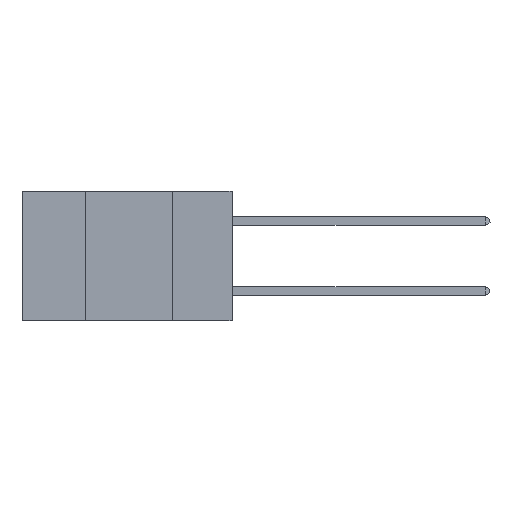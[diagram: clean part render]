
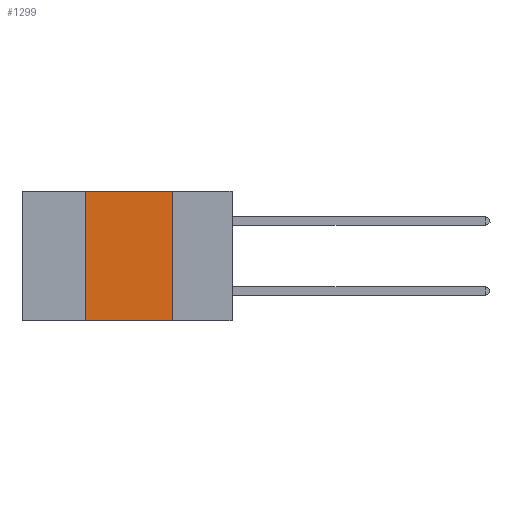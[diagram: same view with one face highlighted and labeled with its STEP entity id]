
A CAD part, left-side view. The second image highlights one B-rep face of the part: STEP entity #1299.
In plain terms, the highlighted planar face has unit normal (-1, 0, 0).
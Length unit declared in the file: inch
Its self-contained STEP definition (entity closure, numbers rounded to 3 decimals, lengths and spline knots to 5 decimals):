
#157 = CARTESIAN_POINT ( 'NONE',  ( 0., 0.42, 0. ) ) ;
#293 = LINE ( 'NONE', #955, #5824 ) ;
#955 = CARTESIAN_POINT ( 'NONE',  ( 0., 0.17, 0. ) ) ;
#1299 = ADVANCED_FACE ( 'NONE', ( #4573 ), #14062, .F. ) ;
#1853 = CARTESIAN_POINT ( 'NONE',  ( 0., 0.6, 0. ) ) ;
#2278 = EDGE_CURVE ( 'NONE', #13321, #3679, #5871, .T. ) ;
#2501 = CARTESIAN_POINT ( 'NONE',  ( 0., 0.17, 0. ) ) ;
#2647 = VERTEX_POINT ( 'NONE', #13550 ) ;
#2765 = DIRECTION ( 'NONE',  ( 0., 0., 1. ) ) ;
#3161 = EDGE_LOOP ( 'NONE', ( #15645, #11843, #15245, #9488 ) ) ;
#3169 = CARTESIAN_POINT ( 'NONE',  ( 0., 0.42, 0. ) ) ;
#3331 = CARTESIAN_POINT ( 'NONE',  ( 0., 0.6, 0. ) ) ;
#3367 = EDGE_CURVE ( 'NONE', #14457, #13321, #6225, .T. ) ;
#3679 = VERTEX_POINT ( 'NONE', #2501 ) ;
#3929 = VECTOR ( 'NONE', #2765, 39.37008 ) ;
#4573 = FACE_OUTER_BOUND ( 'NONE', #3161, .T. ) ;
#4826 = LINE ( 'NONE', #15175, #13140 ) ;
#5824 = VECTOR ( 'NONE', #15809, 39.37008 ) ;
#5871 = LINE ( 'NONE', #3331, #11116 ) ;
#6212 = DIRECTION ( 'NONE',  ( 0., -1., 0. ) ) ;
#6225 = LINE ( 'NONE', #157, #3929 ) ;
#6606 = DIRECTION ( 'NONE',  ( 0., -1., 0. ) ) ;
#6658 = DIRECTION ( 'NONE',  ( 1., 0., 0. ) ) ;
#6908 = CARTESIAN_POINT ( 'NONE',  ( 0., 0.42, -0.37 ) ) ;
#9488 = ORIENTED_EDGE ( 'NONE', *, *, #11073, .T. ) ;
#9519 = EDGE_CURVE ( 'NONE', #3679, #2647, #293, .T. ) ;
#11073 = EDGE_CURVE ( 'NONE', #14457, #2647, #4826, .T. ) ;
#11116 = VECTOR ( 'NONE', #6212, 39.37008 ) ;
#11525 = DIRECTION ( 'NONE',  ( 0., 0., -1. ) ) ;
#11843 = ORIENTED_EDGE ( 'NONE', *, *, #2278, .F. ) ;
#13140 = VECTOR ( 'NONE', #6606, 39.37008 ) ;
#13321 = VERTEX_POINT ( 'NONE', #3169 ) ;
#13550 = CARTESIAN_POINT ( 'NONE',  ( 0., 0.17, -0.37 ) ) ;
#13679 = AXIS2_PLACEMENT_3D ( 'NONE', #1853, #6658, #11525 ) ;
#14062 = PLANE ( 'NONE',  #13679 ) ;
#14457 = VERTEX_POINT ( 'NONE', #6908 ) ;
#15175 = CARTESIAN_POINT ( 'NONE',  ( 0., 0.6, -0.37 ) ) ;
#15245 = ORIENTED_EDGE ( 'NONE', *, *, #3367, .F. ) ;
#15645 = ORIENTED_EDGE ( 'NONE', *, *, #9519, .F. ) ;
#15809 = DIRECTION ( 'NONE',  ( 0., 0., -1. ) ) ;
